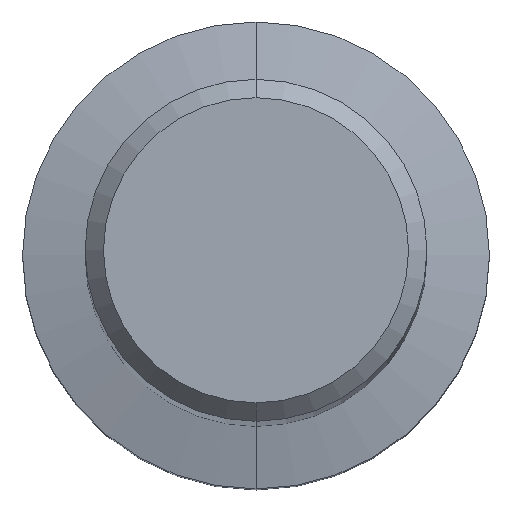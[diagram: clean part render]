
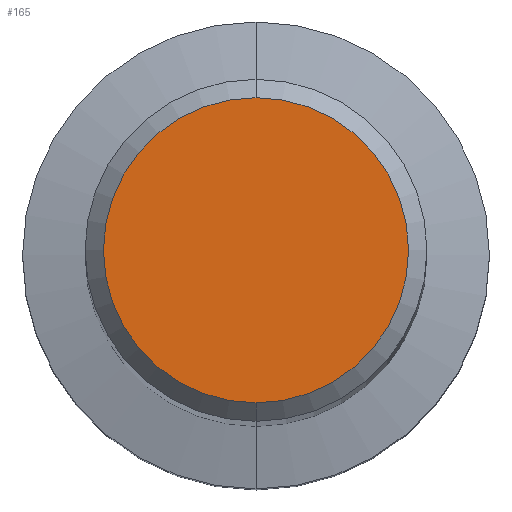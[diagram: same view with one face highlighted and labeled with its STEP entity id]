
A CAD part, top view. The second image highlights one B-rep face of the part: STEP entity #165.
In plain terms, the highlighted planar face has unit normal (0, 0, 1).
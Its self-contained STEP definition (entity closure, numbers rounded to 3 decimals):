
#131=VERTEX_POINT('',#331);
#135=EDGE_CURVE('',#131,#189,#335,.T.);
#165=ADVANCED_FACE('',(#365),#366,.T.);
#189=VERTEX_POINT('',#392);
#247=EDGE_CURVE('',#189,#131,#461,.T.);
#331=CARTESIAN_POINT('',(0.,-4.15,0.0));
#335=CIRCLE('',#556,4.15);
#365=FACE_OUTER_BOUND('',#597,.T.);
#366=PLANE('',#598);
#392=CARTESIAN_POINT('',(0.0,4.15,0.0));
#461=CIRCLE('',#714,4.15);
#556=AXIS2_PLACEMENT_3D('',#812,#813,#814);
#597=EDGE_LOOP('',(#843,#844));
#598=AXIS2_PLACEMENT_3D('',#845,#846,#847);
#714=AXIS2_PLACEMENT_3D('',#976,#977,#978);
#812=CARTESIAN_POINT('',(0.0,0.0,0.0));
#813=DIRECTION('',(0.0,0.0,-1.0));
#814=DIRECTION('',(0.0,1.0,0.0));
#843=ORIENTED_EDGE('',*,*,#247,.F.);
#844=ORIENTED_EDGE('',*,*,#135,.F.);
#845=CARTESIAN_POINT('',(0.0,2.075,0.0));
#846=DIRECTION('',(-0.0,0.0,1.0));
#847=DIRECTION('',(0.0,-1.0,0.0));
#976=CARTESIAN_POINT('',(0.0,0.0,0.0));
#977=DIRECTION('',(0.0,0.0,-1.0));
#978=DIRECTION('',(0.0,1.0,0.0));
